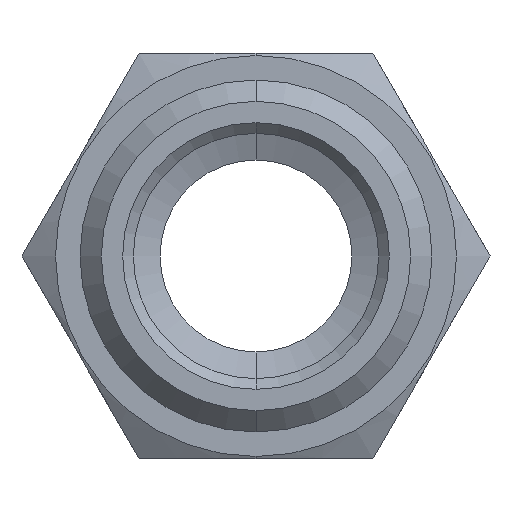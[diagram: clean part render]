
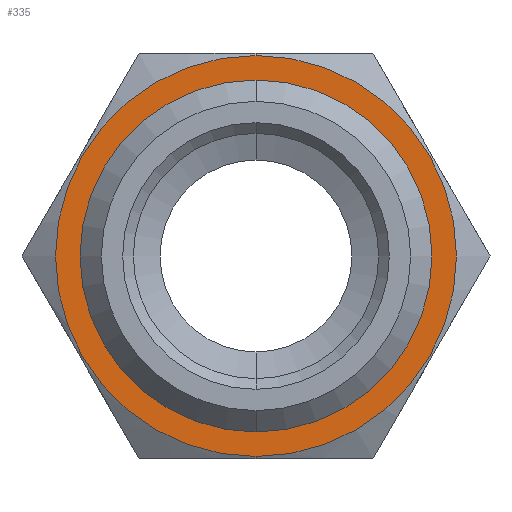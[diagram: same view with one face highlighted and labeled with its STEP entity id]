
A CAD part, front view. The second image highlights one B-rep face of the part: STEP entity #335.
In plain terms, the highlighted planar face has unit normal (0, -1, 0).
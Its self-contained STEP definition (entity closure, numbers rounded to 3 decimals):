
#38 = EDGE_CURVE ( 'NONE', #39, #40, #577, .T. ) ;
#39 = VERTEX_POINT ( 'NONE', #567 ) ;
#40 = VERTEX_POINT ( 'NONE', #566 ) ;
#111 = EDGE_CURVE ( 'NONE', #112, #113, #703, .T. ) ;
#112 = VERTEX_POINT ( 'NONE', #662 ) ;
#113 = VERTEX_POINT ( 'NONE', #816 ) ;
#335 = ADVANCED_FACE ( 'NONE', ( #1166, #1165 ), #1164, .T. ) ;
#336 = EDGE_LOOP ( 'NONE', ( #340, #514 ) ) ;
#339 = ORIENTED_EDGE ( 'NONE', *, *, #38, .T. ) ;
#340 = ORIENTED_EDGE ( 'NONE', *, *, #111, .F. ) ;
#345 = EDGE_LOOP ( 'NONE', ( #462, #339 ) ) ;
#430 = EDGE_CURVE ( 'NONE', #113, #112, #1077, .T. ) ;
#462 = ORIENTED_EDGE ( 'NONE', *, *, #463, .T. ) ;
#463 = EDGE_CURVE ( 'NONE', #40, #39, #1072, .T. ) ;
#514 = ORIENTED_EDGE ( 'NONE', *, *, #430, .F. ) ;
#566 = CARTESIAN_POINT ( 'NONE',  ( 0., 9., 9.4 ) ) ;
#567 = CARTESIAN_POINT ( 'NONE',  ( 0., 9., -9.4 ) ) ;
#568 = DIRECTION ( 'NONE',  ( 0., 0., -1. ) ) ;
#569 = DIRECTION ( 'NONE',  ( 0., -1., 0. ) ) ;
#570 = CARTESIAN_POINT ( 'NONE',  ( 0., 9., 0. ) ) ;
#571 = AXIS2_PLACEMENT_3D ( 'NONE', #570, #569, #568 ) ;
#577 = CIRCLE ( 'NONE', #571, 9.4 ) ;
#659 = DIRECTION ( 'NONE',  ( 0., 0., -1. ) ) ;
#660 = DIRECTION ( 'NONE',  ( 0., -1., 0. ) ) ;
#661 = CARTESIAN_POINT ( 'NONE',  ( 0., 9., 0. ) ) ;
#662 = CARTESIAN_POINT ( 'NONE',  ( 0., 9., -8.25 ) ) ;
#677 = AXIS2_PLACEMENT_3D ( 'NONE', #661, #660, #659 ) ;
#703 = CIRCLE ( 'NONE', #677, 8.25 ) ;
#816 = CARTESIAN_POINT ( 'NONE',  ( 0., 9., 8.25 ) ) ;
#1068 = DIRECTION ( 'NONE',  ( 0., 0., -1. ) ) ;
#1069 = DIRECTION ( 'NONE',  ( 0., -1., 0. ) ) ;
#1070 = CARTESIAN_POINT ( 'NONE',  ( 0., 9., 0. ) ) ;
#1071 = AXIS2_PLACEMENT_3D ( 'NONE', #1070, #1069, #1068 ) ;
#1072 = CIRCLE ( 'NONE', #1071, 9.4 ) ;
#1073 = DIRECTION ( 'NONE',  ( 0., 0., -1. ) ) ;
#1074 = DIRECTION ( 'NONE',  ( 0., -1., 0. ) ) ;
#1075 = CARTESIAN_POINT ( 'NONE',  ( 0., 9., 0. ) ) ;
#1076 = AXIS2_PLACEMENT_3D ( 'NONE', #1075, #1074, #1073 ) ;
#1077 = CIRCLE ( 'NONE', #1076, 8.25 ) ;
#1159 = DIRECTION ( 'NONE',  ( 0., 0., -1. ) ) ;
#1160 = DIRECTION ( 'NONE',  ( 0., -1., 0. ) ) ;
#1161 = CARTESIAN_POINT ( 'NONE',  ( 9.4, 9., 0. ) ) ;
#1163 = AXIS2_PLACEMENT_3D ( 'NONE', #1161, #1160, #1159 ) ;
#1164 = PLANE ( 'NONE',  #1163 ) ;
#1165 = FACE_BOUND ( 'NONE', #336, .T. ) ;
#1166 = FACE_OUTER_BOUND ( 'NONE', #345, .T. ) ;
